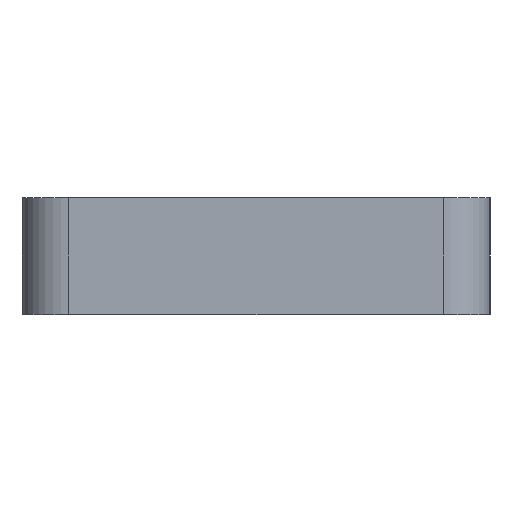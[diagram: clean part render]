
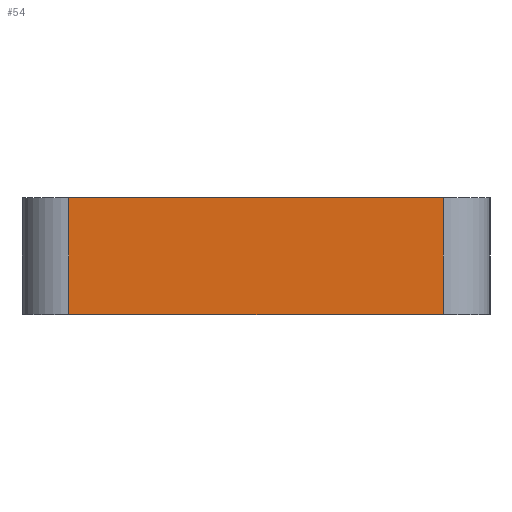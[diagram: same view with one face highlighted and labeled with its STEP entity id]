
A CAD part, left-side view. The second image highlights one B-rep face of the part: STEP entity #54.
In plain terms, the highlighted planar face has unit normal (-1, 0, 0).
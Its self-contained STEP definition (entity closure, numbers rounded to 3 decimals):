
#35=FACE_OUTER_BOUND('',#127,.T.);
#54=ADVANCED_FACE('',(#35),#65,.F.);
#65=PLANE('',#296);
#71=LINE('',#397,#87);
#76=LINE('',#426,#92);
#77=LINE('',#430,#93);
#78=LINE('',#431,#94);
#87=VECTOR('',#321,1.);
#92=VECTOR('',#348,1.);
#93=VECTOR('',#353,1.);
#94=VECTOR('',#354,1.);
#127=EDGE_LOOP('',(#163,#164,#165,#166));
#163=ORIENTED_EDGE('',*,*,#226,.F.);
#164=ORIENTED_EDGE('',*,*,#241,.T.);
#165=ORIENTED_EDGE('',*,*,#239,.T.);
#166=ORIENTED_EDGE('',*,*,#242,.T.);
#204=VERTEX_POINT('',#396);
#205=VERTEX_POINT('',#398);
#217=VERTEX_POINT('',#425);
#218=VERTEX_POINT('',#427);
#226=EDGE_CURVE('',#204,#205,#71,.T.);
#239=EDGE_CURVE('',#218,#217,#76,.T.);
#241=EDGE_CURVE('',#204,#218,#77,.T.);
#242=EDGE_CURVE('',#217,#205,#78,.T.);
#296=AXIS2_PLACEMENT_3D('',#432,#355,#356);
#321=DIRECTION('',(0.,-1.,0.));
#348=DIRECTION('',(0.,-1.,0.));
#353=DIRECTION('',(0.,0.,-1.));
#354=DIRECTION('',(0.,0.,1.));
#355=DIRECTION('',(1.,0.,0.));
#356=DIRECTION('',(0.,0.,-1.));
#396=CARTESIAN_POINT('',(-55.,8.,5.));
#397=CARTESIAN_POINT('',(-55.,9.,5.));
#398=CARTESIAN_POINT('',(-55.,-8.,5.));
#425=CARTESIAN_POINT('',(-55.,-8.,0.));
#426=CARTESIAN_POINT('',(-55.,9.,0.));
#427=CARTESIAN_POINT('',(-55.,8.,0.));
#430=CARTESIAN_POINT('',(-55.,8.,5.));
#431=CARTESIAN_POINT('',(-55.,-8.,5.));
#432=CARTESIAN_POINT('',(-55.,9.,5.));
